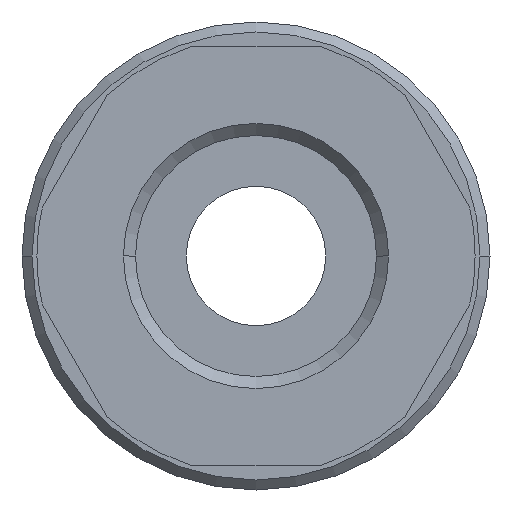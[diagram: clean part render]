
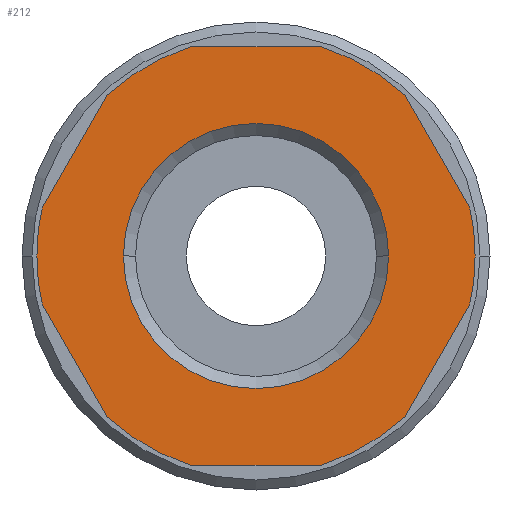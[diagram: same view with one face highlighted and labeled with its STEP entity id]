
A CAD part, front view. The second image highlights one B-rep face of the part: STEP entity #212.
In plain terms, the highlighted planar face has unit normal (0, -1, 0).
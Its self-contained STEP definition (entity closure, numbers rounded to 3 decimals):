
#212=ADVANCED_FACE('',(#503,#504),#505,.T.);
#503=FACE_BOUND('',#874,.T.);
#504=FACE_OUTER_BOUND('',#875,.T.);
#505=PLANE('',#876);
#874=EDGE_LOOP('',(#1420,#1421));
#875=EDGE_LOOP('',(#1422,#1423,#1424,#1425,#1426,#1427,#1428,#1429,#1430,#1431,#1432,#1433,#1434,#1435));
#876=AXIS2_PLACEMENT_3D('',#1436,#1437,#1438);
#1420=ORIENTED_EDGE('',*,*,#2275,.T.);
#1421=ORIENTED_EDGE('',*,*,#2276,.T.);
#1422=ORIENTED_EDGE('',*,*,#2277,.T.);
#1423=ORIENTED_EDGE('',*,*,#2159,.F.);
#1424=ORIENTED_EDGE('',*,*,#2278,.T.);
#1425=ORIENTED_EDGE('',*,*,#2164,.F.);
#1426=ORIENTED_EDGE('',*,*,#2279,.T.);
#1427=ORIENTED_EDGE('',*,*,#2280,.F.);
#1428=ORIENTED_EDGE('',*,*,#2269,.F.);
#1429=ORIENTED_EDGE('',*,*,#2272,.T.);
#1430=ORIENTED_EDGE('',*,*,#2281,.F.);
#1431=ORIENTED_EDGE('',*,*,#2282,.T.);
#1432=ORIENTED_EDGE('',*,*,#2283,.F.);
#1433=ORIENTED_EDGE('',*,*,#2284,.T.);
#1434=ORIENTED_EDGE('',*,*,#2253,.F.);
#1435=ORIENTED_EDGE('',*,*,#2285,.F.);
#1436=CARTESIAN_POINT('',(5.5,0.0,0.0));
#1437=DIRECTION('',(-0.0,-1.0,-0.0));
#1438=DIRECTION('',(-1.0,0.0,0.0));
#2159=EDGE_CURVE('',#2567,#2562,#2569,.T.);
#2164=EDGE_CURVE('',#2576,#2571,#2578,.T.);
#2253=EDGE_CURVE('',#2716,#2718,#2719,.T.);
#2269=EDGE_CURVE('',#2743,#2738,#2745,.T.);
#2272=EDGE_CURVE('',#2743,#2747,#2750,.T.);
#2275=EDGE_CURVE('',#2753,#2754,#2755,.T.);
#2276=EDGE_CURVE('',#2754,#2753,#2756,.T.);
#2277=EDGE_CURVE('',#2757,#2562,#2758,.T.);
#2278=EDGE_CURVE('',#2567,#2571,#2759,.T.);
#2279=EDGE_CURVE('',#2576,#2760,#2761,.T.);
#2280=EDGE_CURVE('',#2738,#2760,#2762,.T.);
#2281=EDGE_CURVE('',#2763,#2747,#2764,.T.);
#2282=EDGE_CURVE('',#2763,#2765,#2766,.T.);
#2283=EDGE_CURVE('',#2767,#2765,#2768,.T.);
#2284=EDGE_CURVE('',#2767,#2718,#2769,.T.);
#2285=EDGE_CURVE('',#2757,#2716,#2770,.T.);
#2562=VERTEX_POINT('',#3148);
#2567=VERTEX_POINT('',#3154);
#2569=CIRCLE('',#3157,11.0);
#2571=VERTEX_POINT('',#3159);
#2576=VERTEX_POINT('',#3165);
#2578=CIRCLE('',#3168,11.0);
#2716=VERTEX_POINT('',#3513);
#2718=VERTEX_POINT('',#3516);
#2719=CIRCLE('',#3517,11.0);
#2738=VERTEX_POINT('',#3583);
#2743=VERTEX_POINT('',#3589);
#2745=CIRCLE('',#3592,11.0);
#2747=VERTEX_POINT('',#3594);
#2750=LINE('',#3598,#3599);
#2753=VERTEX_POINT('',#3603);
#2754=VERTEX_POINT('',#3604);
#2755=CIRCLE('',#3605,6.655);
#2756=CIRCLE('',#3606,6.655);
#2757=VERTEX_POINT('',#3607);
#2758=LINE('',#3608,#3609);
#2759=LINE('',#3610,#3611);
#2760=VERTEX_POINT('',#3612);
#2761=LINE('',#3613,#3614);
#2762=CIRCLE('',#3615,11.0);
#2763=VERTEX_POINT('',#3616);
#2764=CIRCLE('',#3617,11.0);
#2765=VERTEX_POINT('',#3618);
#2766=LINE('',#3619,#3620);
#2767=VERTEX_POINT('',#3621);
#2768=CIRCLE('',#3622,11.0);
#2769=LINE('',#3623,#3624);
#2770=CIRCLE('',#3625,11.0);
#3148=CARTESIAN_POINT('',(-7.454,0.0,-8.089));
#3154=CARTESIAN_POINT('',(-3.279,0.0,-10.5));
#3157=AXIS2_PLACEMENT_3D('',#4227,#4228,#4229);
#3159=CARTESIAN_POINT('',(3.279,0.0,-10.5));
#3165=CARTESIAN_POINT('',(7.454,0.0,-8.089));
#3168=AXIS2_PLACEMENT_3D('',#4235,#4236,#4237);
#3513=CARTESIAN_POINT('',(-11.0,0.0,0.));
#3516=CARTESIAN_POINT('',(-10.733,0.0,2.411));
#3517=AXIS2_PLACEMENT_3D('',#4346,#4347,#4348);
#3583=CARTESIAN_POINT('',(11.0,0.0,0.));
#3589=CARTESIAN_POINT('',(10.733,0.0,2.411));
#3592=AXIS2_PLACEMENT_3D('',#4363,#4364,#4365);
#3594=CARTESIAN_POINT('',(7.454,0.0,8.089));
#3598=CARTESIAN_POINT('',(9.781,0.0,4.059));
#3599=VECTOR('',#4367,1.0);
#3603=CARTESIAN_POINT('',(-6.655,0.0,0.));
#3604=CARTESIAN_POINT('',(6.655,0.0,0.));
#3605=AXIS2_PLACEMENT_3D('',#4369,#4370,#4371);
#3606=AXIS2_PLACEMENT_3D('',#4372,#4373,#4374);
#3607=CARTESIAN_POINT('',(-10.733,0.0,-2.411));
#3608=CARTESIAN_POINT('',(-8.406,0.0,-6.441));
#3609=VECTOR('',#4375,1.0);
#3610=CARTESIAN_POINT('',(2.75,0.0,-10.5));
#3611=VECTOR('',#4376,1.0);
#3612=CARTESIAN_POINT('',(10.733,0.0,-2.411));
#3613=CARTESIAN_POINT('',(9.781,0.0,-4.059));
#3614=VECTOR('',#4377,1.0);
#3615=AXIS2_PLACEMENT_3D('',#4378,#4379,#4380);
#3616=CARTESIAN_POINT('',(3.279,0.0,10.5));
#3617=AXIS2_PLACEMENT_3D('',#4381,#4382,#4383);
#3618=CARTESIAN_POINT('',(-3.279,0.0,10.5));
#3619=CARTESIAN_POINT('',(2.75,0.0,10.5));
#3620=VECTOR('',#4384,1.0);
#3621=CARTESIAN_POINT('',(-7.454,0.0,8.089));
#3622=AXIS2_PLACEMENT_3D('',#4385,#4386,#4387);
#3623=CARTESIAN_POINT('',(-8.406,0.0,6.441));
#3624=VECTOR('',#4388,1.0);
#3625=AXIS2_PLACEMENT_3D('',#4389,#4390,#4391);
#4227=CARTESIAN_POINT('',(0.0,0.0,0.0));
#4228=DIRECTION('',(-0.0,1.0,0.0));
#4229=DIRECTION('',(1.0,0.0,0.0));
#4235=CARTESIAN_POINT('',(0.0,0.0,0.0));
#4236=DIRECTION('',(-0.0,1.0,0.0));
#4237=DIRECTION('',(1.0,0.0,0.0));
#4346=CARTESIAN_POINT('',(0.0,0.0,0.0));
#4347=DIRECTION('',(-0.0,1.0,0.0));
#4348=DIRECTION('',(1.0,0.0,0.0));
#4363=CARTESIAN_POINT('',(0.0,0.0,0.0));
#4364=DIRECTION('',(-0.0,1.0,0.0));
#4365=DIRECTION('',(1.0,0.0,0.0));
#4367=DIRECTION('',(-0.5,0.0,0.866));
#4369=CARTESIAN_POINT('',(0.0,0.0,0.0));
#4370=DIRECTION('',(-0.0,1.0,0.0));
#4371=DIRECTION('',(1.0,0.0,0.0));
#4372=CARTESIAN_POINT('',(0.0,0.0,0.0));
#4373=DIRECTION('',(-0.0,1.0,0.0));
#4374=DIRECTION('',(1.0,0.0,0.0));
#4375=DIRECTION('',(0.5,0.0,-0.866));
#4376=DIRECTION('',(1.0,-0.0,0.0));
#4377=DIRECTION('',(0.5,-0.0,0.866));
#4378=CARTESIAN_POINT('',(0.0,0.0,0.0));
#4379=DIRECTION('',(-0.0,1.0,0.0));
#4380=DIRECTION('',(1.0,0.0,0.0));
#4381=CARTESIAN_POINT('',(0.0,0.0,0.0));
#4382=DIRECTION('',(-0.0,1.0,0.0));
#4383=DIRECTION('',(1.0,0.0,0.0));
#4384=DIRECTION('',(-1.0,0.0,0.));
#4385=CARTESIAN_POINT('',(0.0,0.0,0.0));
#4386=DIRECTION('',(-0.0,1.0,0.0));
#4387=DIRECTION('',(1.0,0.0,0.0));
#4388=DIRECTION('',(-0.5,0.0,-0.866));
#4389=CARTESIAN_POINT('',(0.0,0.0,0.0));
#4390=DIRECTION('',(-0.0,1.0,0.0));
#4391=DIRECTION('',(1.0,0.0,0.0));
